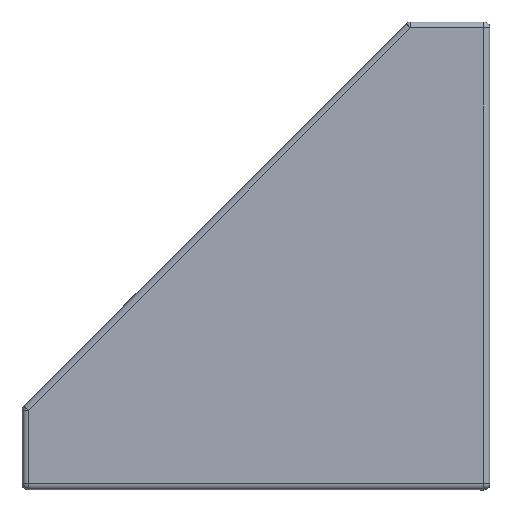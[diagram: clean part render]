
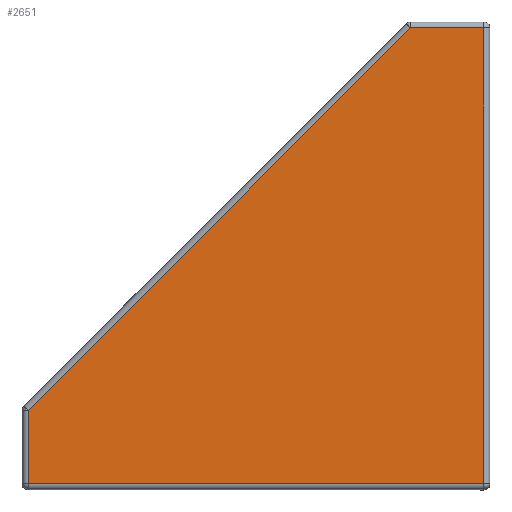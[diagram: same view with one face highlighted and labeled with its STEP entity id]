
A CAD part, top view. The second image highlights one B-rep face of the part: STEP entity #2651.
In plain terms, the highlighted planar face has unit normal (0, 0, 1).
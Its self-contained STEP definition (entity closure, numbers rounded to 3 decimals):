
#118 = DIRECTION ( 'NONE',  ( -1., 0., 0. ) ) ;
#124 = ORIENTED_EDGE ( 'NONE', *, *, #2750, .T. ) ;
#184 = VECTOR ( 'NONE', #3950, 1000. ) ;
#457 = LINE ( 'NONE', #772, #4350 ) ;
#649 = DIRECTION ( 'NONE',  ( 0., 0., -1. ) ) ;
#656 = VECTOR ( 'NONE', #118, 1000. ) ;
#703 = EDGE_CURVE ( 'NONE', #3716, #2320, #4323, .T. ) ;
#751 = EDGE_CURVE ( 'NONE', #2320, #3547, #2777, .T. ) ;
#772 = CARTESIAN_POINT ( 'NONE',  ( -0.5, 0., 9. ) ) ;
#774 = VECTOR ( 'NONE', #2098, 1000. ) ;
#938 = CARTESIAN_POINT ( 'NONE',  ( -39.5, 0., 9. ) ) ;
#1004 = PLANE ( 'NONE',  #1767 ) ;
#1013 = DIRECTION ( 'NONE',  ( 1., 0., 0. ) ) ;
#1084 = VERTEX_POINT ( 'NONE', #2668 ) ;
#1153 = DIRECTION ( 'NONE',  ( 0., 1., 0. ) ) ;
#1287 = EDGE_CURVE ( 'NONE', #1084, #3716, #4771, .T. ) ;
#1316 = ORIENTED_EDGE ( 'NONE', *, *, #1640, .T. ) ;
#1640 = EDGE_CURVE ( 'NONE', #2278, #1084, #457, .T. ) ;
#1767 = AXIS2_PLACEMENT_3D ( 'NONE', #2910, #649, #3279 ) ;
#2098 = DIRECTION ( 'NONE',  ( 0., -1., 0. ) ) ;
#2278 = VERTEX_POINT ( 'NONE', #4013 ) ;
#2320 = VERTEX_POINT ( 'NONE', #2554 ) ;
#2431 = LINE ( 'NONE', #3664, #4313 ) ;
#2554 = CARTESIAN_POINT ( 'NONE',  ( -39.5, 6.793, 9. ) ) ;
#2632 = CARTESIAN_POINT ( 'NONE',  ( -6.793, 39.5, 9. ) ) ;
#2651 = ADVANCED_FACE ( 'NONE', ( #4795 ), #1004, .F. ) ;
#2668 = CARTESIAN_POINT ( 'NONE',  ( -0.5, 39.5, 9. ) ) ;
#2750 = EDGE_CURVE ( 'NONE', #3547, #2278, #2431, .T. ) ;
#2777 = LINE ( 'NONE', #938, #774 ) ;
#2910 = CARTESIAN_POINT ( 'NONE',  ( 0., 0., 9. ) ) ;
#2984 = ORIENTED_EDGE ( 'NONE', *, *, #703, .T. ) ;
#3047 = CARTESIAN_POINT ( 'NONE',  ( -39.5, 0.5, 9. ) ) ;
#3279 = DIRECTION ( 'NONE',  ( -1., 0., 0. ) ) ;
#3373 = EDGE_LOOP ( 'NONE', ( #3434, #124, #1316, #3522, #2984 ) ) ;
#3434 = ORIENTED_EDGE ( 'NONE', *, *, #751, .T. ) ;
#3522 = ORIENTED_EDGE ( 'NONE', *, *, #1287, .T. ) ;
#3547 = VERTEX_POINT ( 'NONE', #3047 ) ;
#3569 = CARTESIAN_POINT ( 'NONE',  ( -23.146, 23.146, 9. ) ) ;
#3664 = CARTESIAN_POINT ( 'NONE',  ( 0., 0.5, 9. ) ) ;
#3716 = VERTEX_POINT ( 'NONE', #2632 ) ;
#3950 = DIRECTION ( 'NONE',  ( -0.707, -0.707, 0. ) ) ;
#4013 = CARTESIAN_POINT ( 'NONE',  ( -0.5, 0.5, 9. ) ) ;
#4313 = VECTOR ( 'NONE', #1013, 1000. ) ;
#4323 = LINE ( 'NONE', #3569, #184 ) ;
#4350 = VECTOR ( 'NONE', #1153, 1000. ) ;
#4656 = CARTESIAN_POINT ( 'NONE',  ( 0., 39.5, 9. ) ) ;
#4771 = LINE ( 'NONE', #4656, #656 ) ;
#4795 = FACE_OUTER_BOUND ( 'NONE', #3373, .T. ) ;
